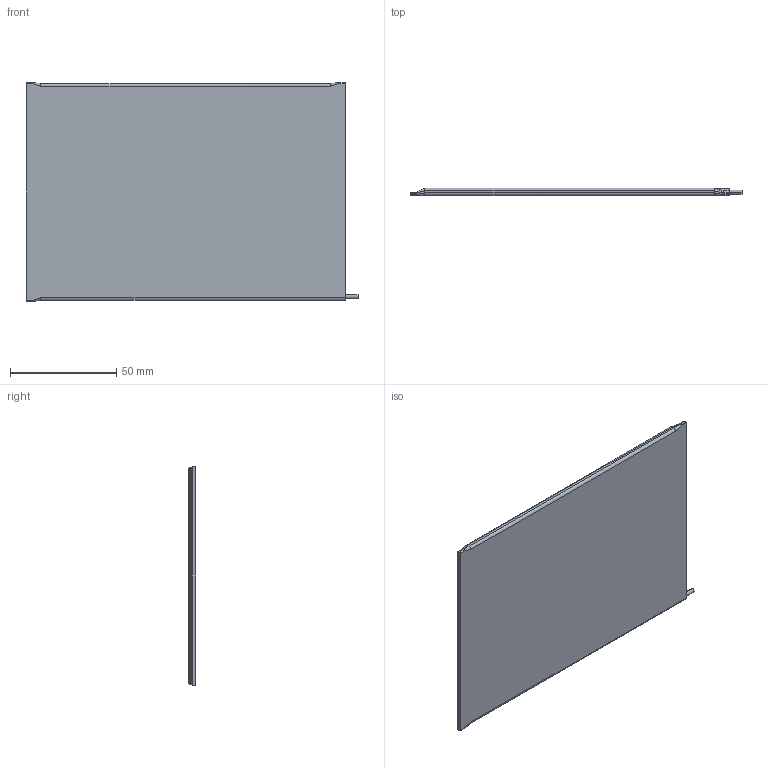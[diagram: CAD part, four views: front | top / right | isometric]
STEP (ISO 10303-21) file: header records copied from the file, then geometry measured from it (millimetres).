
FILE_DESCRIPTION (( 'STEP AP214' ), '1' );
FILE_NAME ('CELSIA_W102.9L150.0T3.5.STEP', '2025-11-14T10:24:12', ( '' ), ( '' ), 'SwSTEP 2.0', 'SolidWorks 2023', '' );
FILE_SCHEMA (( 'AUTOMOTIVE_DESIGN' ));
Length unit declared in the file: millimetre
Products named in the file (1): CELSIA_W102.9L150.0T3.5
Bounding box: 156 x 3.5 x 102.87 mm (x, y, z)
Volume: 51438.6 mm3; surface area: 31790.3 mm2
Topology: 1 solids, 1 shells, 278 faces, 723 edges, 476 vertices
Faces by surface type: plane 149, bspline 115, cylinder 14
Entity records: 14772 total; most frequent: CARTESIAN_POINT 8716, ORIENTED_EDGE 1446, DIRECTION 838, EDGE_CURVE 723, VERTEX_POINT 476, VECTOR 474, LINE 474, EDGE_LOOP 307
